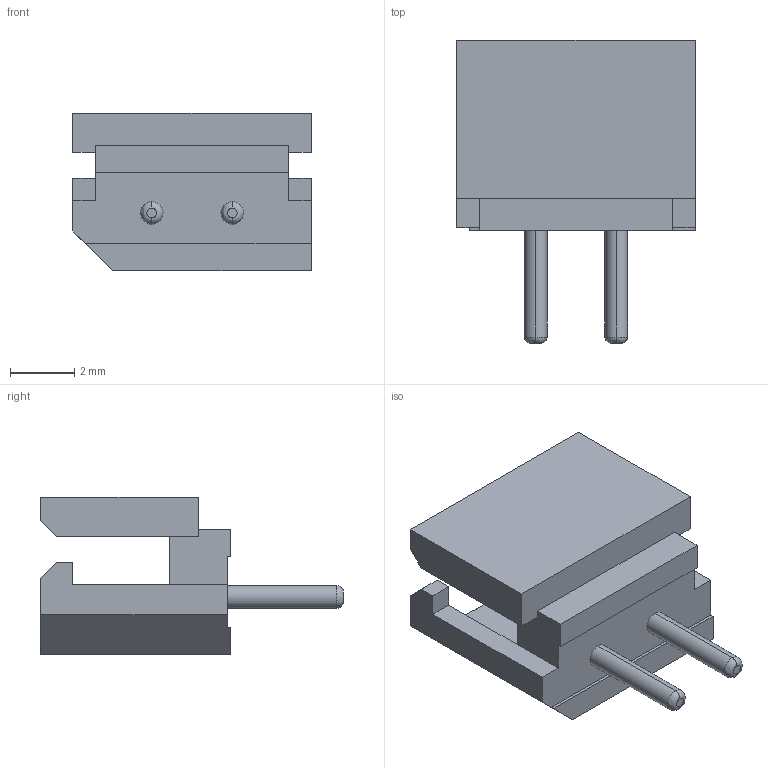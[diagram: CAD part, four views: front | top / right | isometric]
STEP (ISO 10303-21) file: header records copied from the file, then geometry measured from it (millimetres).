
FILE_DESCRIPTION((''),'2;1');
FILE_NAME('022035025','2016-09-06T',('gsharma'),(''),'PRO/ENGINEER BY PARAMETRIC TECHNOLOGY CORPORATION, 2012310','PRO/ENGINEER BY PARAMETRIC TECHNOLOGY CORPORATION, 2012310','');
FILE_SCHEMA(('CONFIG_CONTROL_DESIGN'));
Length unit declared in the file: millimetre
Products named in the file (1): 022035025
Bounding box: 7.4 x 9.4 x 4.9 mm (x, y, z)
Volume: 113.6 mm3; surface area: 301.2 mm2
Topology: 1 solids, 1 shells, 67 faces, 180 edges, 128 vertices
Faces by surface type: plane 51, cylinder 8, bspline 8
Entity records: 2271 total; most frequent: CARTESIAN_POINT 570, DIRECTION 336, ORIENTED_EDGE 334, EDGE_CURVE 167, VECTOR 144, LINE 144, VERTEX_POINT 106, AXIS2_PLACEMENT_3D 96
